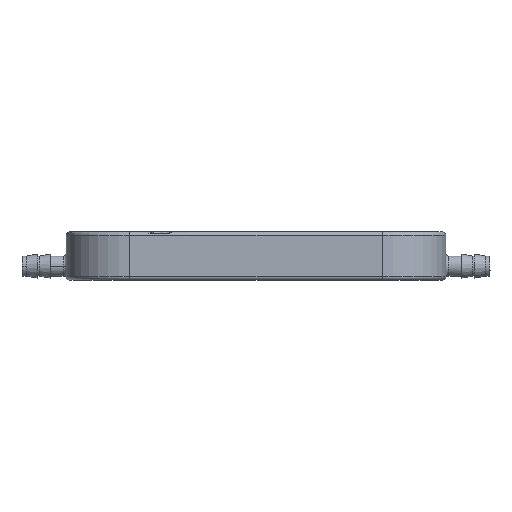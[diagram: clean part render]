
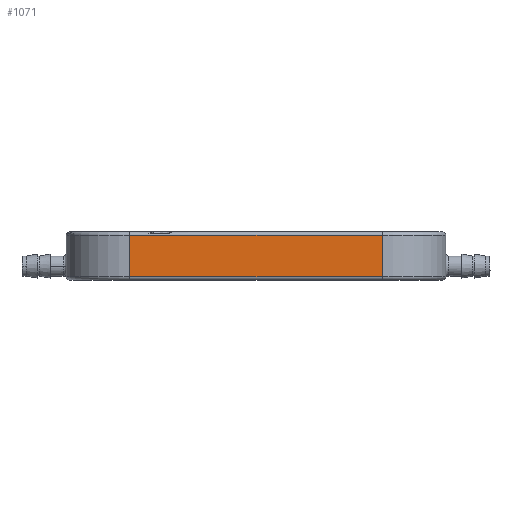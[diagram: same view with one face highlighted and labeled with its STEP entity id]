
A CAD part, front view. The second image highlights one B-rep face of the part: STEP entity #1071.
In plain terms, the highlighted planar face has unit normal (0, -1, 0).
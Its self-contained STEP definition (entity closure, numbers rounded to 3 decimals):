
#1071 = ADVANCED_FACE ( 'NONE', ( #5630 ), #5683, .T. ) ;
#1072 = ORIENTED_EDGE ( 'NONE', *, *, #1073, .T. ) ;
#1073 = EDGE_CURVE ( 'NONE', #1074, #1075, #5678, .T. ) ;
#1074 = VERTEX_POINT ( 'NONE', #5674 ) ;
#1075 = VERTEX_POINT ( 'NONE', #5673 ) ;
#1082 = EDGE_LOOP ( 'NONE', ( #1072, #2105, #2042, #2106 ) ) ;
#2042 = ORIENTED_EDGE ( 'NONE', *, *, #2104, .T. ) ;
#2104 = EDGE_CURVE ( 'NONE', #2109, #2110, #8792, .T. ) ;
#2105 = ORIENTED_EDGE ( 'NONE', *, *, #2108, .T. ) ;
#2106 = ORIENTED_EDGE ( 'NONE', *, *, #2107, .T. ) ;
#2107 = EDGE_CURVE ( 'NONE', #2110, #1074, #8784, .T. ) ;
#2108 = EDGE_CURVE ( 'NONE', #1075, #2109, #8780, .T. ) ;
#2109 = VERTEX_POINT ( 'NONE', #8776 ) ;
#2110 = VERTEX_POINT ( 'NONE', #8775 ) ;
#5630 = FACE_OUTER_BOUND ( 'NONE', #1082, .T. ) ;
#5673 = CARTESIAN_POINT ( 'NONE',  ( -2.5, -7.5, -0.75 ) ) ;
#5674 = CARTESIAN_POINT ( 'NONE',  ( -2.5, -7.5, 2.55 ) ) ;
#5675 = DIRECTION ( 'NONE',  ( 0., 0., -1. ) ) ;
#5676 = VECTOR ( 'NONE', #5675, 1000. ) ;
#5677 = CARTESIAN_POINT ( 'NONE',  ( -2.5, -7.5, -1. ) ) ;
#5678 = LINE ( 'NONE', #5677, #5676 ) ;
#5679 = DIRECTION ( 'NONE',  ( 1., 0., 0. ) ) ;
#5680 = DIRECTION ( 'NONE',  ( 0., -1., 0. ) ) ;
#5681 = CARTESIAN_POINT ( 'NONE',  ( 7.5, -7.5, -1. ) ) ;
#5682 = AXIS2_PLACEMENT_3D ( 'NONE', #5681, #5680, #5679 ) ;
#5683 = PLANE ( 'NONE',  #5682 ) ;
#8775 = CARTESIAN_POINT ( 'NONE',  ( 17.5, -7.5, 2.55 ) ) ;
#8776 = CARTESIAN_POINT ( 'NONE',  ( 17.5, -7.5, -0.75 ) ) ;
#8777 = DIRECTION ( 'NONE',  ( 1., 0., 0. ) ) ;
#8778 = VECTOR ( 'NONE', #8777, 1000. ) ;
#8779 = CARTESIAN_POINT ( 'NONE',  ( 17.5, -7.5, -0.75 ) ) ;
#8780 = LINE ( 'NONE', #8779, #8778 ) ;
#8781 = DIRECTION ( 'NONE',  ( -1., 0., 0. ) ) ;
#8782 = VECTOR ( 'NONE', #8781, 1000. ) ;
#8783 = CARTESIAN_POINT ( 'NONE',  ( -2.5, -7.5, 2.55 ) ) ;
#8784 = LINE ( 'NONE', #8783, #8782 ) ;
#8785 = DIRECTION ( 'NONE',  ( 0., 0., 1. ) ) ;
#8786 = VECTOR ( 'NONE', #8785, 1000. ) ;
#8787 = CARTESIAN_POINT ( 'NONE',  ( 17.5, -7.5, -1. ) ) ;
#8792 = LINE ( 'NONE', #8787, #8786 ) ;
